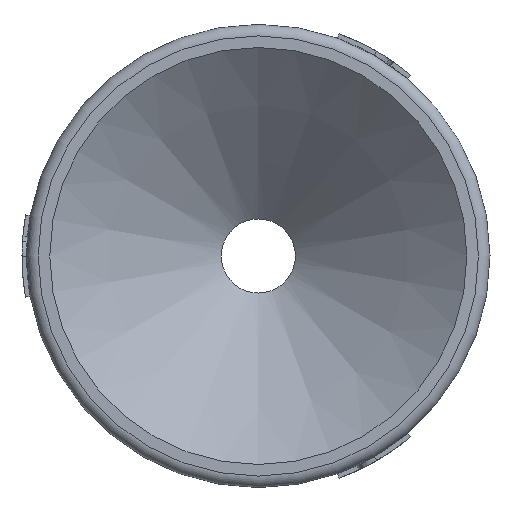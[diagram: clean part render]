
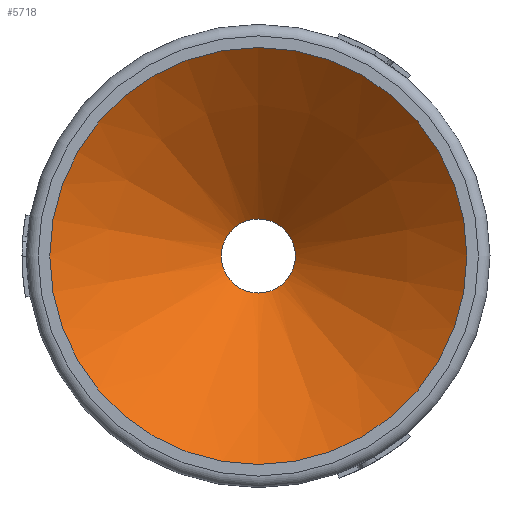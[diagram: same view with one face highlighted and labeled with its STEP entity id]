
A CAD part, left-side view. The second image highlights one B-rep face of the part: STEP entity #5718.
In plain terms, the highlighted conical face has half-angle 50.964 degrees and reference radius 5.3 mm.
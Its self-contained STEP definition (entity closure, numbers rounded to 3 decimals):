
#16=CONICAL_SURFACE('',#6027,5.3,0.889);
#1046=LINE('',#12256,#1487);
#1487=VECTOR('',#7059,5.3);
#1807=FACE_OUTER_BOUND('',#2131,.T.);
#2131=EDGE_LOOP('',(#5403,#5404,#5405,#5406));
#2199=CIRCLE('',#5804,9.);
#2266=CIRCLE('',#6028,1.6);
#2541=VERTEX_POINT('',#8177);
#2837=VERTEX_POINT('',#12255);
#3115=EDGE_CURVE('',#2541,#2541,#2199,.T.);
#3693=EDGE_CURVE('',#2541,#2837,#1046,.T.);
#3694=EDGE_CURVE('',#2837,#2837,#2266,.T.);
#5403=ORIENTED_EDGE('',*,*,#3115,.T.);
#5404=ORIENTED_EDGE('',*,*,#3693,.T.);
#5405=ORIENTED_EDGE('',*,*,#3694,.F.);
#5406=ORIENTED_EDGE('',*,*,#3693,.F.);
#5718=ADVANCED_FACE('',(#1807),#16,.F.);
#5804=AXIS2_PLACEMENT_3D('',#8178,#6245,#6246);
#6027=AXIS2_PLACEMENT_3D('',#12254,#7057,#7058);
#6028=AXIS2_PLACEMENT_3D('',#12257,#7060,#7061);
#6245=DIRECTION('center_axis',(-1.,0.,0.));
#6246=DIRECTION('ref_axis',(0.,0.,1.));
#7057=DIRECTION('center_axis',(-1.,0.,0.));
#7058=DIRECTION('ref_axis',(0.,0.,1.));
#7059=DIRECTION('',(0.63,0.,0.777));
#7060=DIRECTION('center_axis',(-1.,0.,0.));
#7061=DIRECTION('ref_axis',(0.,0.,1.));
#8177=CARTESIAN_POINT('',(-25.,0.,-9.));
#8178=CARTESIAN_POINT('Origin',(-25.,0.,0.));
#12254=CARTESIAN_POINT('Origin',(-22.,0.,0.));
#12255=CARTESIAN_POINT('',(-19.,0.,-1.6));
#12256=CARTESIAN_POINT('',(-22.,0.,-5.3));
#12257=CARTESIAN_POINT('Origin',(-19.,0.,0.));
